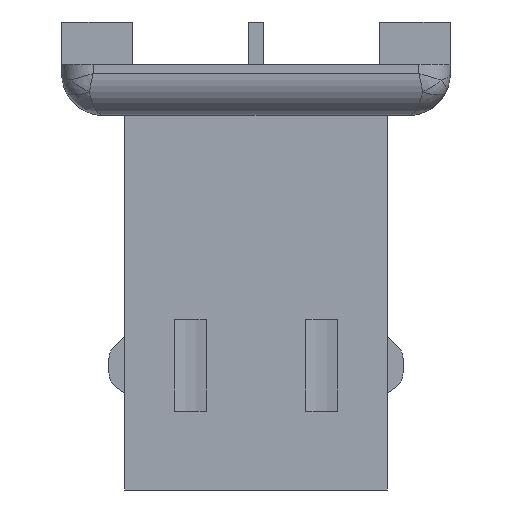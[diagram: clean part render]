
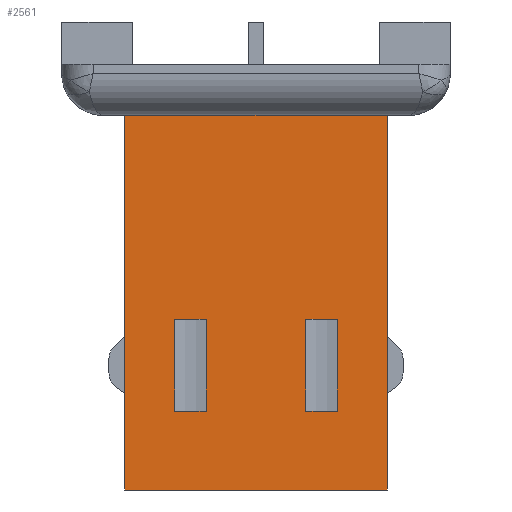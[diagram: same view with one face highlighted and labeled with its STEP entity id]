
A CAD part, front view. The second image highlights one B-rep face of the part: STEP entity #2561.
In plain terms, the highlighted planar face has unit normal (0, -1, 0).
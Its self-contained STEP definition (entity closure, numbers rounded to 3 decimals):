
#9=DIRECTION('',(-1.,0.,0.));
#10=VECTOR('',#9,5.);
#11=CARTESIAN_POINT('',(2.5,-1.415,0.));
#12=LINE('',#11,#10);
#454=DIRECTION('',(1.,0.,0.));
#455=VECTOR('',#454,5.);
#456=CARTESIAN_POINT('',(-2.5,-1.415,-7.13));
#457=LINE('',#456,#455);
#710=DIRECTION('',(0.,0.,1.));
#711=VECTOR('',#710,7.13);
#712=CARTESIAN_POINT('',(-2.5,-1.415,-7.13));
#713=LINE('',#712,#711);
#714=DIRECTION('',(0.,0.,-1.));
#715=VECTOR('',#714,7.13);
#716=CARTESIAN_POINT('',(2.5,-1.415,0.));
#717=LINE('',#716,#715);
#718=DIRECTION('',(0.,0.,-1.));
#719=VECTOR('',#718,1.75);
#720=CARTESIAN_POINT('',(0.95,-1.415,-3.88));
#721=LINE('',#720,#719);
#722=DIRECTION('',(1.,0.,0.));
#723=VECTOR('',#722,0.6);
#724=CARTESIAN_POINT('',(0.95,-1.415,-5.63));
#725=LINE('',#724,#723);
#726=DIRECTION('',(0.,0.,1.));
#727=VECTOR('',#726,1.75);
#728=CARTESIAN_POINT('',(1.55,-1.415,-5.63));
#729=LINE('',#728,#727);
#730=DIRECTION('',(-1.,0.,0.));
#731=VECTOR('',#730,0.6);
#732=CARTESIAN_POINT('',(1.55,-1.415,-3.88));
#733=LINE('',#732,#731);
#734=DIRECTION('',(0.,0.,-1.));
#735=VECTOR('',#734,1.75);
#736=CARTESIAN_POINT('',(-1.55,-1.415,-3.88));
#737=LINE('',#736,#735);
#738=DIRECTION('',(1.,0.,0.));
#739=VECTOR('',#738,0.6);
#740=CARTESIAN_POINT('',(-1.55,-1.415,-5.63));
#741=LINE('',#740,#739);
#742=DIRECTION('',(0.,0.,1.));
#743=VECTOR('',#742,1.75);
#744=CARTESIAN_POINT('',(-0.95,-1.415,-5.63));
#745=LINE('',#744,#743);
#746=DIRECTION('',(-1.,0.,0.));
#747=VECTOR('',#746,0.6);
#748=CARTESIAN_POINT('',(-0.95,-1.415,-3.88));
#749=LINE('',#748,#747);
#1164=CARTESIAN_POINT('',(2.5,-1.415,0.));
#1166=VERTEX_POINT('',#1164);
#1167=CARTESIAN_POINT('',(-2.5,-1.415,0.));
#1168=VERTEX_POINT('',#1167);
#1171=CARTESIAN_POINT('',(2.5,-1.415,-7.13));
#1172=VERTEX_POINT('',#1171);
#1181=CARTESIAN_POINT('',(-2.5,-1.415,-7.13));
#1182=VERTEX_POINT('',#1181);
#1387=CARTESIAN_POINT('',(0.95,-1.415,-3.88));
#1388=CARTESIAN_POINT('',(0.95,-1.415,-5.63));
#1389=VERTEX_POINT('',#1387);
#1390=VERTEX_POINT('',#1388);
#1391=CARTESIAN_POINT('',(1.55,-1.415,-5.63));
#1392=VERTEX_POINT('',#1391);
#1393=CARTESIAN_POINT('',(1.55,-1.415,-3.88));
#1394=VERTEX_POINT('',#1393);
#1403=CARTESIAN_POINT('',(-1.55,-1.415,-3.88));
#1404=CARTESIAN_POINT('',(-1.55,-1.415,-5.63));
#1405=VERTEX_POINT('',#1403);
#1406=VERTEX_POINT('',#1404);
#1407=CARTESIAN_POINT('',(-0.95,-1.415,-5.63));
#1408=VERTEX_POINT('',#1407);
#1409=CARTESIAN_POINT('',(-0.95,-1.415,-3.88));
#1410=VERTEX_POINT('',#1409);
#2529=CARTESIAN_POINT('',(2.5,-1.415,0.));
#2530=DIRECTION('',(0.,-1.,0.));
#2531=DIRECTION('',(-1.,0.,0.));
#2532=AXIS2_PLACEMENT_3D('',#2529,#2530,#2531);
#2533=PLANE('',#2532);
#2534=ORIENTED_EDGE('',*,*,#2186,.F.);
#2536=ORIENTED_EDGE('',*,*,#2535,.T.);
#2537=ORIENTED_EDGE('',*,*,#1498,.F.);
#2539=ORIENTED_EDGE('',*,*,#2538,.T.);
#2540=EDGE_LOOP('',(#2534,#2536,#2537,#2539));
#2541=FACE_OUTER_BOUND('',#2540,.F.);
#2542=ORIENTED_EDGE('',*,*,#2519,.T.);
#2544=ORIENTED_EDGE('',*,*,#2543,.T.);
#2546=ORIENTED_EDGE('',*,*,#2545,.T.);
#2548=ORIENTED_EDGE('',*,*,#2547,.T.);
#2549=EDGE_LOOP('',(#2542,#2544,#2546,#2548));
#2550=FACE_BOUND('',#2549,.F.);
#2552=ORIENTED_EDGE('',*,*,#2551,.T.);
#2554=ORIENTED_EDGE('',*,*,#2553,.T.);
#2556=ORIENTED_EDGE('',*,*,#2555,.T.);
#2558=ORIENTED_EDGE('',*,*,#2557,.T.);
#2559=EDGE_LOOP('',(#2552,#2554,#2556,#2558));
#2560=FACE_BOUND('',#2559,.F.);
#2561=ADVANCED_FACE('',(#2541,#2550,#2560),#2533,.T.);
#1498=EDGE_CURVE('',#1166,#1168,#12,.T.);
#2186=EDGE_CURVE('',#1182,#1172,#457,.T.);
#2519=EDGE_CURVE('',#1389,#1390,#721,.T.);
#2535=EDGE_CURVE('',#1182,#1168,#713,.T.);
#2538=EDGE_CURVE('',#1166,#1172,#717,.T.);
#2543=EDGE_CURVE('',#1390,#1392,#725,.T.);
#2545=EDGE_CURVE('',#1392,#1394,#729,.T.);
#2547=EDGE_CURVE('',#1394,#1389,#733,.T.);
#2551=EDGE_CURVE('',#1405,#1406,#737,.T.);
#2553=EDGE_CURVE('',#1406,#1408,#741,.T.);
#2555=EDGE_CURVE('',#1408,#1410,#745,.T.);
#2557=EDGE_CURVE('',#1410,#1405,#749,.T.);
